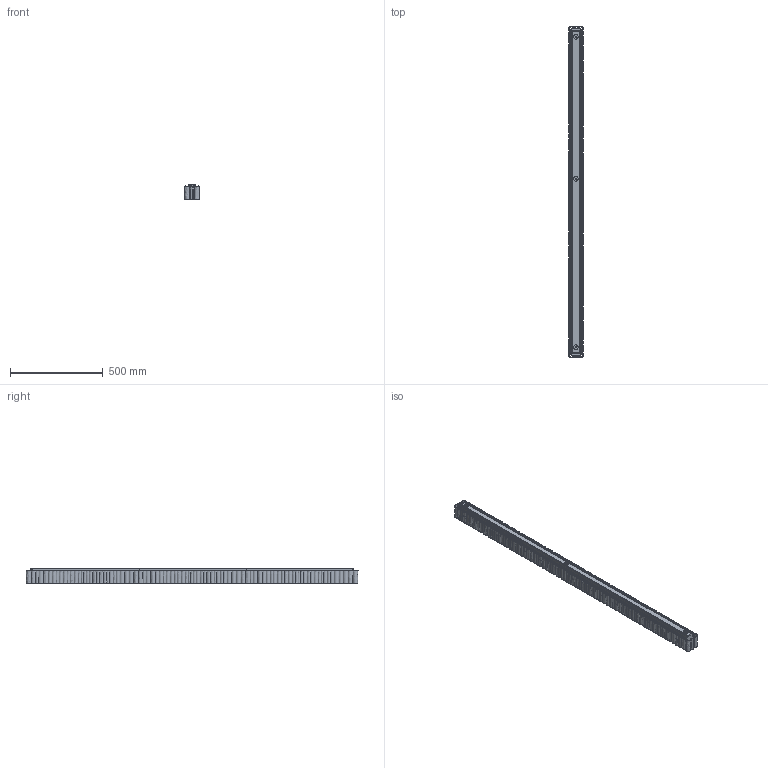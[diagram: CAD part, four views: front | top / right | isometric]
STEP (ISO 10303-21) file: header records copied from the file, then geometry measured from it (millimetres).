
FILE_DESCRIPTION(/* description */ (''),/* implementation_level */ '2;1');
FILE_NAME(/* name */ '022100_CALIPSO LINEAR 180 CEILING F.0 - Rifatto',/* time_stamp */ '2019-07-23T11:54:31+02:00',/* author */ (''),/* organization */ (''),/* preprocessor_version */ 'ST-DEVELOPER v15',/* originating_system */ '',/* authorisation */ '');
FILE_SCHEMA (('AUTOMOTIVE_DESIGN'));
Products named in the file (1): Document
Bounding box: 82.57 x 1789.64 x 85.75 mm (x, y, z)
Volume: 1021174.2 mm3; surface area: 2034781.5 mm2
Topology: 11 solids, 30 shells, 3790 faces, 12230 edges, 8125 vertices
Faces by surface type: bspline 3170, plane 620
Entity records: 247147 total; most frequent: CARTESIAN_POINT 179814, ORIENTED_EDGE 24059, EDGE_CURVE 12219, VERTEX_POINT 8121, B_SPLINE_CURVE_WITH_KNOTS 6784, EDGE_LOOP 4581, ADVANCED_FACE 3780, FACE_OUTER_BOUND 3780
